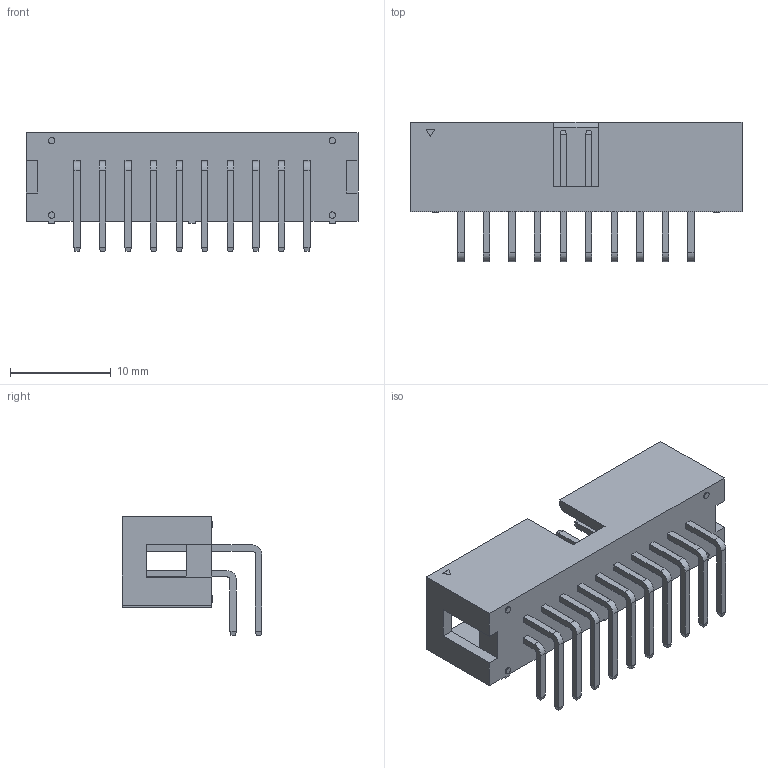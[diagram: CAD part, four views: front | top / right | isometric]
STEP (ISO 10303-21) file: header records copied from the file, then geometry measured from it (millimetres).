
FILE_DESCRIPTION(('STEP AP214'), '1');
FILE_NAME('IDC-20 Right angle', '', ('UNSPECIFIED'), ('UNSPECIFIED'), 'ASCON STEP Converter 1.6', 'ASCON Math Kernel', '');
FILE_SCHEMA(('AUTOMOTIVE_DESIGN { 1 0 10303 214 3 1 1}'));
Length unit declared in the file: millimetre
Assembly tree (1 placements, depth 2):
  (unnamed)
    (unnamed)
Bounding box: 33.02 x 13.9 x 11.8 mm (x, y, z)
Volume: 1352.3 mm3; surface area: 2543.2 mm2
Topology: 2 solids, 2 shells, 496 faces, 1185 edges, 734 vertices
Faces by surface type: plane 452, cylinder 44
Full cylindrical faces by diameter (mm): 0.65 x4
Entity records: 17969 total; most frequent: CARTESIAN_POINT 2413, ORIENTED_EDGE 2362, DIRECTION 2265, EDGE_CURVE 1181, LINE 1093, VECTOR 1093, VERTEX_POINT 734, AXIS2_PLACEMENT_3D 586
